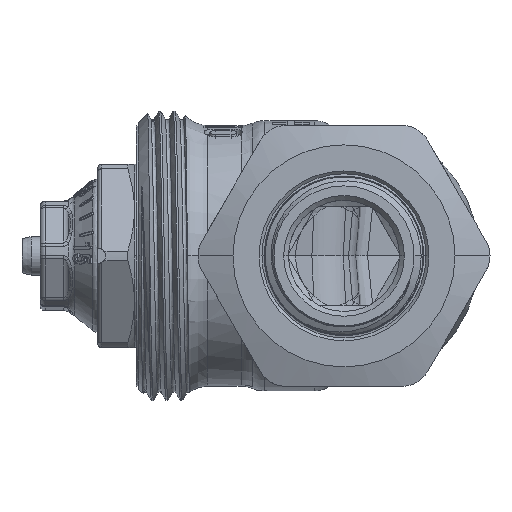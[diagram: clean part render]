
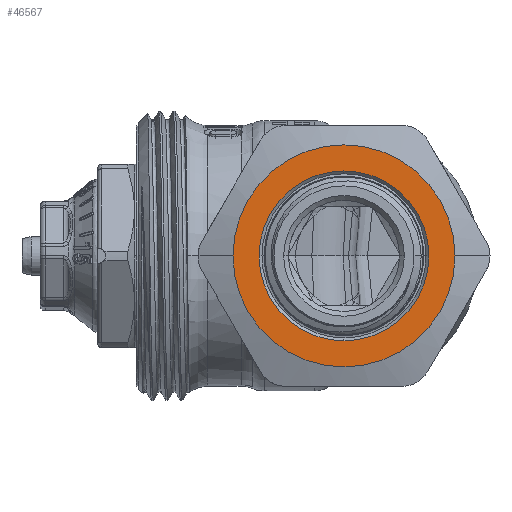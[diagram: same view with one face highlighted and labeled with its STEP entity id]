
A CAD part, left-side view. The second image highlights one B-rep face of the part: STEP entity #46567.
In plain terms, the highlighted planar face has unit normal (-1, 0, 0).
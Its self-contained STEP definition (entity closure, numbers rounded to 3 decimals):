
#16287=CARTESIAN_POINT('',(-32.25,0.,0.));
#16288=DIRECTION('',(-1.,0.,0.));
#16289=DIRECTION('',(0.,1.,0.));
#16290=AXIS2_PLACEMENT_3D('',#16287,#16288,#16289);
#16292=CARTESIAN_POINT('',(-32.25,0.,0.));
#16293=DIRECTION('',(-1.,0.,0.));
#16294=DIRECTION('',(0.,-1.,0.));
#16295=AXIS2_PLACEMENT_3D('',#16292,#16293,#16294);
#16699=CARTESIAN_POINT('',(-32.25,0.,0.));
#16700=DIRECTION('',(-1.,0.,0.));
#16701=DIRECTION('',(0.,0.,-1.));
#16702=AXIS2_PLACEMENT_3D('',#16699,#16700,#16701);
#16717=CARTESIAN_POINT('',(-32.25,0.,0.));
#16718=DIRECTION('',(-1.,0.,0.));
#16719=DIRECTION('',(0.,0.,1.));
#16720=AXIS2_PLACEMENT_3D('',#16717,#16718,#16719);
#28551=CARTESIAN_POINT('',(-32.25,11.5,0.));
#28552=CARTESIAN_POINT('',(-32.25,-11.5,0.));
#28553=VERTEX_POINT('',#28551);
#28554=VERTEX_POINT('',#28552);
#28577=CARTESIAN_POINT('',(-32.25,0.,8.8));
#28578=CARTESIAN_POINT('',(-32.25,0.,-8.8));
#28579=VERTEX_POINT('',#28577);
#28580=VERTEX_POINT('',#28578);
#46551=CARTESIAN_POINT('',(-32.25,0.,0.));
#46552=DIRECTION('',(-1.,0.,0.));
#46553=DIRECTION('',(0.,1.,0.));
#46554=AXIS2_PLACEMENT_3D('',#46551,#46552,#46553);
#46555=PLANE('',#46554);
#46556=ORIENTED_EDGE('',*,*,#46531,.F.);
#46558=ORIENTED_EDGE('',*,*,#46557,.F.);
#46559=EDGE_LOOP('',(#46556,#46558));
#46560=FACE_OUTER_BOUND('',#46559,.F.);
#46562=ORIENTED_EDGE('',*,*,#46561,.T.);
#46564=ORIENTED_EDGE('',*,*,#46563,.T.);
#46565=EDGE_LOOP('',(#46562,#46564));
#46566=FACE_BOUND('',#46565,.F.);
#46567=ADVANCED_FACE('',(#46560,#46566),#46555,.T.);
#16291=CIRCLE('',#16290,11.5);
#16296=CIRCLE('',#16295,11.5);
#16703=CIRCLE('',#16702,8.8);
#16721=CIRCLE('',#16720,8.8);
#46531=EDGE_CURVE('',#28553,#28554,#16291,.T.);
#46557=EDGE_CURVE('',#28554,#28553,#16296,.T.);
#46561=EDGE_CURVE('',#28580,#28579,#16703,.T.);
#46563=EDGE_CURVE('',#28579,#28580,#16721,.T.);
